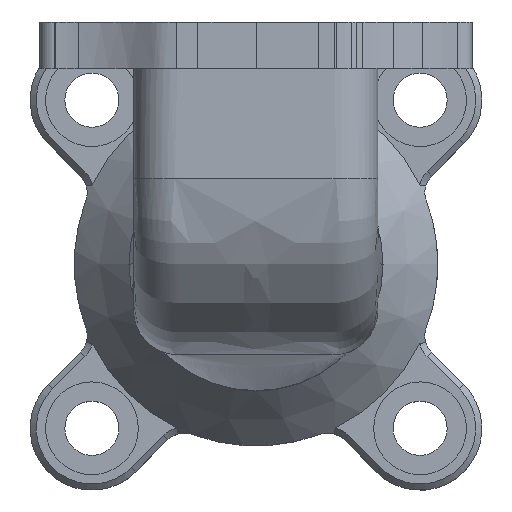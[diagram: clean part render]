
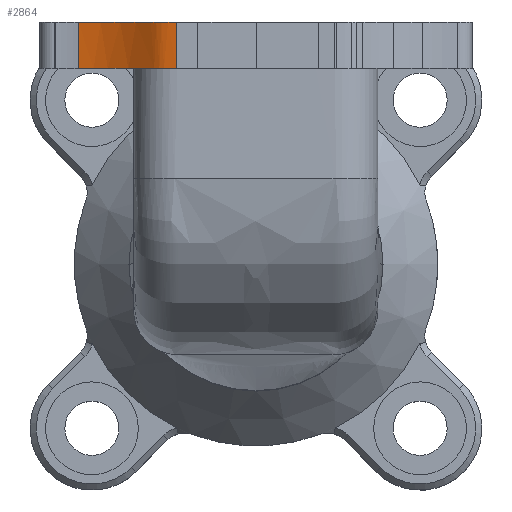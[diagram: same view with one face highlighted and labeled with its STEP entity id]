
A CAD part, top view. The second image highlights one B-rep face of the part: STEP entity #2864.
In plain terms, the highlighted free-form (B-spline) face has degree [5, 1] with [23, 2] control points.
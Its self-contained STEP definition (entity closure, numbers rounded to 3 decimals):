
#127=(
BOUNDED_SURFACE()
B_SPLINE_SURFACE(5,1,((#18707,#18708),(#18709,#18710),(#18711,#18712),(#18713,
#18714),(#18715,#18716),(#18717,#18718),(#18719,#18720),(#18721,#18722),
(#18723,#18724),(#18725,#18726),(#18727,#18728),(#18729,#18730),(#18731,
#18732),(#18733,#18734),(#18735,#18736),(#18737,#18738),(#18739,#18740),
(#18741,#18742),(#18743,#18744),(#18745,#18746),(#18747,#18748),(#18749,
#18750),(#18751,#18752)),.UNSPECIFIED.,.F.,.F.,.F.)
B_SPLINE_SURFACE_WITH_KNOTS((6,1,1,1,1,1,1,1,1,1,1,1,1,1,1,1,1,1,6),(2,
2),(-0.999,-0.95,-0.9,-0.85,-0.8,-0.75,-0.7,-0.65,-0.6,-0.55,
-0.5,-0.45,-0.4,-0.35,-0.3,-0.25,-0.2,-0.15,-0.116),(0.,0.3),
 .UNSPECIFIED.)
GEOMETRIC_REPRESENTATION_ITEM()
RATIONAL_B_SPLINE_SURFACE(((1.,1.),(1.,1.),(1.,1.),(1.,1.),(1.,1.),(1.,
1.),(1.,1.),(1.,1.),(1.,1.),(1.,1.),(1.,1.),(1.,1.),(1.,1.),(1.,1.),(1.,
1.),(1.,1.),(1.,1.),(1.,1.),(1.,1.),(1.,1.),(1.,1.),(1.,1.),(1.,1.)))
REPRESENTATION_ITEM('')
SURFACE()
);
#291=LINE('',#18706,#467);
#292=LINE('',#18801,#468);
#467=VECTOR('',#3841,10.);
#468=VECTOR('',#3842,10.);
#499=(
BOUNDED_CURVE()
B_SPLINE_CURVE(5,(#18754,#18755,#18756,#18757,#18758,#18759,#18760,#18761,
#18762,#18763,#18764,#18765,#18766,#18767,#18768,#18769,#18770,#18771,#18772,
#18773,#18774,#18775,#18776),.UNSPECIFIED.,.F.,.F.)
B_SPLINE_CURVE_WITH_KNOTS((6,1,1,1,1,1,1,1,1,1,1,1,1,1,1,1,1,1,6),(0.116,
0.15,0.2,0.25,0.3,0.35,0.4,0.45,0.5,0.55,0.6,0.65,0.7,0.75,0.8,0.85,0.9,
0.95,0.999),.UNSPECIFIED.)
CURVE()
GEOMETRIC_REPRESENTATION_ITEM()
RATIONAL_B_SPLINE_CURVE((1.,1.,1.,1.,1.,1.,1.,1.,1.,1.,1.,1.,1.,1.,1.,1.,
1.,1.,1.,1.,1.,1.,1.))
REPRESENTATION_ITEM('')
);
#500=(
BOUNDED_CURVE()
B_SPLINE_CURVE(5,(#18778,#18779,#18780,#18781,#18782,#18783,#18784,#18785,
#18786,#18787,#18788,#18789,#18790,#18791,#18792,#18793,#18794,#18795,#18796,
#18797,#18798,#18799,#18800),.UNSPECIFIED.,.F.,.F.)
B_SPLINE_CURVE_WITH_KNOTS((6,1,1,1,1,1,1,1,1,1,1,1,1,1,1,1,1,1,6),(-0.999,
-0.95,-0.9,-0.85,-0.8,-0.75,-0.7,-0.65,-0.6,-0.55,-0.5,-0.45,-0.4,-0.35,
-0.3,-0.25,-0.2,-0.15,-0.116),.UNSPECIFIED.)
CURVE()
GEOMETRIC_REPRESENTATION_ITEM()
RATIONAL_B_SPLINE_CURVE((1.,1.,1.,1.,1.,1.,1.,1.,1.,1.,1.,1.,1.,1.,1.,1.,
1.,1.,1.,1.,1.,1.,1.))
REPRESENTATION_ITEM('')
);
#776=FACE_OUTER_BOUND('',#953,.T.);
#953=EDGE_LOOP('',(#2530,#2531,#2532,#2533));
#1351=VERTEX_POINT('',#18702);
#1352=VERTEX_POINT('',#18704);
#1353=VERTEX_POINT('',#18753);
#1354=VERTEX_POINT('',#18777);
#1765=EDGE_CURVE('',#1351,#1352,#291,.T.);
#1766=EDGE_CURVE('',#1351,#1353,#499,.T.);
#1767=EDGE_CURVE('',#1354,#1352,#500,.T.);
#1768=EDGE_CURVE('',#1353,#1354,#292,.T.);
#2530=ORIENTED_EDGE('',*,*,#1766,.F.);
#2531=ORIENTED_EDGE('',*,*,#1765,.T.);
#2532=ORIENTED_EDGE('',*,*,#1767,.F.);
#2533=ORIENTED_EDGE('',*,*,#1768,.F.);
#2864=ADVANCED_FACE('',(#776),#127,.T.);
#3841=DIRECTION('',(0.,-1.,0.));
#3842=DIRECTION('',(0.,-1.,0.));
#18702=CARTESIAN_POINT('',(-79.553,347.3,16.575));
#18704=CARTESIAN_POINT('',(-79.553,344.3,16.575));
#18706=CARTESIAN_POINT('',(-79.553,347.3,16.575));
#18707=CARTESIAN_POINT('Ctrl Pts',(-73.228,347.3,19.399));
#18708=CARTESIAN_POINT('Ctrl Pts',(-73.228,344.3,19.399));
#18709=CARTESIAN_POINT('Ctrl Pts',(-73.29,347.3,19.389));
#18710=CARTESIAN_POINT('Ctrl Pts',(-73.29,344.3,19.389));
#18711=CARTESIAN_POINT('Ctrl Pts',(-73.412,347.3,19.37));
#18712=CARTESIAN_POINT('Ctrl Pts',(-73.412,344.3,19.37));
#18713=CARTESIAN_POINT('Ctrl Pts',(-73.587,347.3,19.339));
#18714=CARTESIAN_POINT('Ctrl Pts',(-73.587,344.3,19.339));
#18715=CARTESIAN_POINT('Ctrl Pts',(-73.8,347.3,19.294));
#18716=CARTESIAN_POINT('Ctrl Pts',(-73.8,344.3,19.294));
#18717=CARTESIAN_POINT('Ctrl Pts',(-74.033,347.3,19.232));
#18718=CARTESIAN_POINT('Ctrl Pts',(-74.033,344.3,19.232));
#18719=CARTESIAN_POINT('Ctrl Pts',(-74.239,347.3,19.161));
#18720=CARTESIAN_POINT('Ctrl Pts',(-74.239,344.3,19.161));
#18721=CARTESIAN_POINT('Ctrl Pts',(-74.425,347.3,19.077));
#18722=CARTESIAN_POINT('Ctrl Pts',(-74.425,344.3,19.077));
#18723=CARTESIAN_POINT('Ctrl Pts',(-74.607,347.3,18.971));
#18724=CARTESIAN_POINT('Ctrl Pts',(-74.607,344.3,18.971));
#18725=CARTESIAN_POINT('Ctrl Pts',(-74.802,347.3,18.837));
#18726=CARTESIAN_POINT('Ctrl Pts',(-74.802,344.3,18.837));
#18727=CARTESIAN_POINT('Ctrl Pts',(-75.03,347.3,18.667));
#18728=CARTESIAN_POINT('Ctrl Pts',(-75.03,344.3,18.667));
#18729=CARTESIAN_POINT('Ctrl Pts',(-75.303,347.3,18.462));
#18730=CARTESIAN_POINT('Ctrl Pts',(-75.303,344.3,18.462));
#18731=CARTESIAN_POINT('Ctrl Pts',(-75.626,347.3,18.227));
#18732=CARTESIAN_POINT('Ctrl Pts',(-75.626,344.3,18.227));
#18733=CARTESIAN_POINT('Ctrl Pts',(-76.001,347.3,17.971));
#18734=CARTESIAN_POINT('Ctrl Pts',(-76.001,344.3,17.971));
#18735=CARTESIAN_POINT('Ctrl Pts',(-76.425,347.3,17.709));
#18736=CARTESIAN_POINT('Ctrl Pts',(-76.425,344.3,17.709));
#18737=CARTESIAN_POINT('Ctrl Pts',(-76.894,347.3,17.451));
#18738=CARTESIAN_POINT('Ctrl Pts',(-76.894,344.3,17.451));
#18739=CARTESIAN_POINT('Ctrl Pts',(-77.401,347.3,17.21));
#18740=CARTESIAN_POINT('Ctrl Pts',(-77.401,344.3,17.21));
#18741=CARTESIAN_POINT('Ctrl Pts',(-77.943,347.3,16.993));
#18742=CARTESIAN_POINT('Ctrl Pts',(-77.943,344.3,16.993));
#18743=CARTESIAN_POINT('Ctrl Pts',(-78.48,347.3,16.818));
#18744=CARTESIAN_POINT('Ctrl Pts',(-78.48,344.3,16.818));
#18745=CARTESIAN_POINT('Ctrl Pts',(-78.922,347.3,16.703));
#18746=CARTESIAN_POINT('Ctrl Pts',(-78.922,344.3,16.703));
#18747=CARTESIAN_POINT('Ctrl Pts',(-79.254,347.3,16.631));
#18748=CARTESIAN_POINT('Ctrl Pts',(-79.254,344.3,16.631));
#18749=CARTESIAN_POINT('Ctrl Pts',(-79.466,347.3,16.591));
#18750=CARTESIAN_POINT('Ctrl Pts',(-79.466,344.3,16.591));
#18751=CARTESIAN_POINT('Ctrl Pts',(-79.553,347.3,16.575));
#18752=CARTESIAN_POINT('Ctrl Pts',(-79.553,344.3,16.575));
#18753=CARTESIAN_POINT('',(-73.228,347.3,19.399));
#18754=CARTESIAN_POINT('Ctrl Pts',(-79.553,347.3,16.575));
#18755=CARTESIAN_POINT('Ctrl Pts',(-79.466,347.3,16.591));
#18756=CARTESIAN_POINT('Ctrl Pts',(-79.254,347.3,16.631));
#18757=CARTESIAN_POINT('Ctrl Pts',(-78.922,347.3,16.703));
#18758=CARTESIAN_POINT('Ctrl Pts',(-78.48,347.3,16.818));
#18759=CARTESIAN_POINT('Ctrl Pts',(-77.943,347.3,16.993));
#18760=CARTESIAN_POINT('Ctrl Pts',(-77.401,347.3,17.21));
#18761=CARTESIAN_POINT('Ctrl Pts',(-76.894,347.3,17.451));
#18762=CARTESIAN_POINT('Ctrl Pts',(-76.425,347.3,17.709));
#18763=CARTESIAN_POINT('Ctrl Pts',(-76.001,347.3,17.971));
#18764=CARTESIAN_POINT('Ctrl Pts',(-75.626,347.3,18.227));
#18765=CARTESIAN_POINT('Ctrl Pts',(-75.303,347.3,18.462));
#18766=CARTESIAN_POINT('Ctrl Pts',(-75.03,347.3,18.667));
#18767=CARTESIAN_POINT('Ctrl Pts',(-74.802,347.3,18.837));
#18768=CARTESIAN_POINT('Ctrl Pts',(-74.607,347.3,18.971));
#18769=CARTESIAN_POINT('Ctrl Pts',(-74.425,347.3,19.077));
#18770=CARTESIAN_POINT('Ctrl Pts',(-74.239,347.3,19.161));
#18771=CARTESIAN_POINT('Ctrl Pts',(-74.033,347.3,19.232));
#18772=CARTESIAN_POINT('Ctrl Pts',(-73.8,347.3,19.294));
#18773=CARTESIAN_POINT('Ctrl Pts',(-73.587,347.3,19.339));
#18774=CARTESIAN_POINT('Ctrl Pts',(-73.412,347.3,19.37));
#18775=CARTESIAN_POINT('Ctrl Pts',(-73.29,347.3,19.389));
#18776=CARTESIAN_POINT('Ctrl Pts',(-73.228,347.3,19.399));
#18777=CARTESIAN_POINT('',(-73.228,344.3,19.399));
#18778=CARTESIAN_POINT('Ctrl Pts',(-73.228,344.3,19.399));
#18779=CARTESIAN_POINT('Ctrl Pts',(-73.29,344.3,19.389));
#18780=CARTESIAN_POINT('Ctrl Pts',(-73.412,344.3,19.37));
#18781=CARTESIAN_POINT('Ctrl Pts',(-73.587,344.3,19.339));
#18782=CARTESIAN_POINT('Ctrl Pts',(-73.8,344.3,19.294));
#18783=CARTESIAN_POINT('Ctrl Pts',(-74.033,344.3,19.232));
#18784=CARTESIAN_POINT('Ctrl Pts',(-74.239,344.3,19.161));
#18785=CARTESIAN_POINT('Ctrl Pts',(-74.425,344.3,19.077));
#18786=CARTESIAN_POINT('Ctrl Pts',(-74.607,344.3,18.971));
#18787=CARTESIAN_POINT('Ctrl Pts',(-74.802,344.3,18.837));
#18788=CARTESIAN_POINT('Ctrl Pts',(-75.03,344.3,18.667));
#18789=CARTESIAN_POINT('Ctrl Pts',(-75.303,344.3,18.462));
#18790=CARTESIAN_POINT('Ctrl Pts',(-75.626,344.3,18.227));
#18791=CARTESIAN_POINT('Ctrl Pts',(-76.001,344.3,17.971));
#18792=CARTESIAN_POINT('Ctrl Pts',(-76.425,344.3,17.709));
#18793=CARTESIAN_POINT('Ctrl Pts',(-76.894,344.3,17.451));
#18794=CARTESIAN_POINT('Ctrl Pts',(-77.401,344.3,17.21));
#18795=CARTESIAN_POINT('Ctrl Pts',(-77.943,344.3,16.993));
#18796=CARTESIAN_POINT('Ctrl Pts',(-78.48,344.3,16.818));
#18797=CARTESIAN_POINT('Ctrl Pts',(-78.922,344.3,16.703));
#18798=CARTESIAN_POINT('Ctrl Pts',(-79.254,344.3,16.631));
#18799=CARTESIAN_POINT('Ctrl Pts',(-79.466,344.3,16.591));
#18800=CARTESIAN_POINT('Ctrl Pts',(-79.553,344.3,16.575));
#18801=CARTESIAN_POINT('',(-73.228,347.3,19.399));
